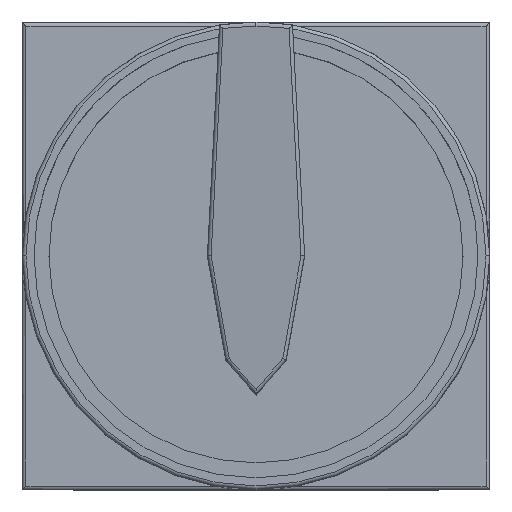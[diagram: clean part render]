
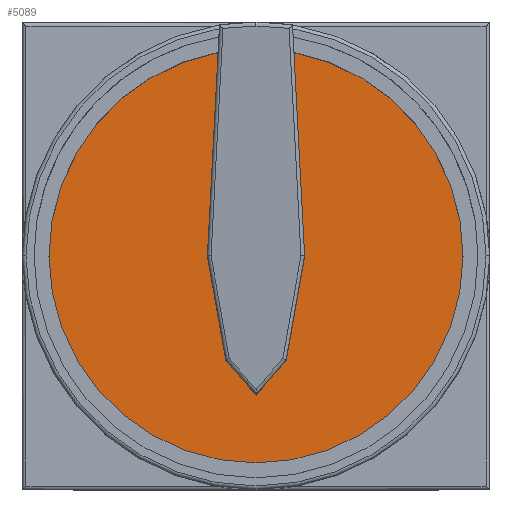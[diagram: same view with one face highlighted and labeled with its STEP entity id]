
A CAD part, top view. The second image highlights one B-rep face of the part: STEP entity #5089.
In plain terms, the highlighted planar face has unit normal (0, 0, 1).
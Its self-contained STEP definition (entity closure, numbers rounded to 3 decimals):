
#603=CARTESIAN_POINT('',(0.,0.,1.));
#604=DIRECTION('',(0.,0.,1.));
#605=DIRECTION('',(-0.183,0.983,0.));
#606=AXIS2_PLACEMENT_3D('',#603,#604,#605);
#608=DIRECTION('',(0.052,0.999,0.));
#609=VECTOR('',#608,27.908);
#610=CARTESIAN_POINT('',(-6.656,0.,1.));
#611=LINE('',#610,#609);
#612=DIRECTION('',(-0.174,0.985,0.));
#613=VECTOR('',#612,14.492);
#614=CARTESIAN_POINT('',(-4.14,-14.272,1.));
#615=LINE('',#614,#613);
#616=DIRECTION('',(-0.656,0.755,0.));
#617=VECTOR('',#616,6.31);
#618=CARTESIAN_POINT('',(0.,-19.034,1.));
#619=LINE('',#618,#617);
#620=DIRECTION('',(-0.656,-0.755,0.));
#621=VECTOR('',#620,6.31);
#622=CARTESIAN_POINT('',(4.14,-14.272,1.));
#623=LINE('',#622,#621);
#624=DIRECTION('',(-0.174,-0.985,0.));
#625=VECTOR('',#624,14.492);
#626=CARTESIAN_POINT('',(6.656,0.,1.));
#627=LINE('',#626,#625);
#628=DIRECTION('',(0.052,-0.999,0.));
#629=VECTOR('',#628,27.908);
#630=CARTESIAN_POINT('',(5.196,27.87,1.));
#631=LINE('',#630,#629);
#4317=CARTESIAN_POINT('',(-5.196,27.87,1.));
#4318=CARTESIAN_POINT('',(5.196,27.87,1.));
#4319=VERTEX_POINT('',#4317);
#4320=VERTEX_POINT('',#4318);
#4321=CARTESIAN_POINT('',(6.656,0.,1.));
#4322=VERTEX_POINT('',#4321);
#4323=CARTESIAN_POINT('',(4.14,-14.272,1.));
#4324=VERTEX_POINT('',#4323);
#4325=CARTESIAN_POINT('',(0.,-19.034,1.));
#4326=VERTEX_POINT('',#4325);
#4327=CARTESIAN_POINT('',(-4.14,-14.272,1.));
#4328=VERTEX_POINT('',#4327);
#4329=CARTESIAN_POINT('',(-6.656,0.,1.));
#4330=VERTEX_POINT('',#4329);
#5074=CARTESIAN_POINT('',(0.,0.,1.));
#5075=DIRECTION('',(0.,0.,1.));
#5076=DIRECTION('',(1.,0.,0.));
#5077=AXIS2_PLACEMENT_3D('',#5074,#5075,#5076);
#5078=PLANE('',#5077);
#5080=ORIENTED_EDGE('',*,*,#5079,.F.);
#5081=ORIENTED_EDGE('',*,*,#5062,.F.);
#5082=ORIENTED_EDGE('',*,*,#4971,.F.);
#5083=ORIENTED_EDGE('',*,*,#4939,.F.);
#5084=ORIENTED_EDGE('',*,*,#4894,.F.);
#5085=ORIENTED_EDGE('',*,*,#4862,.F.);
#5086=ORIENTED_EDGE('',*,*,#4783,.F.);
#5087=EDGE_LOOP('',(#5080,#5081,#5082,#5083,#5084,#5085,#5086));
#5088=FACE_OUTER_BOUND('',#5087,.F.);
#5089=ADVANCED_FACE('',(#5088),#5078,.T.);
#607=CIRCLE('',#606,28.35);
#4783=EDGE_CURVE('',#4320,#4322,#631,.T.);
#4862=EDGE_CURVE('',#4322,#4324,#627,.T.);
#4894=EDGE_CURVE('',#4324,#4326,#623,.T.);
#4939=EDGE_CURVE('',#4326,#4328,#619,.T.);
#4971=EDGE_CURVE('',#4328,#4330,#615,.T.);
#5062=EDGE_CURVE('',#4330,#4319,#611,.T.);
#5079=EDGE_CURVE('',#4319,#4320,#607,.T.);
